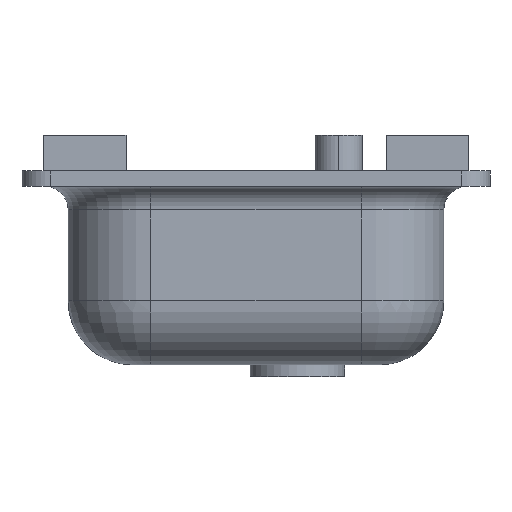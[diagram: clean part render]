
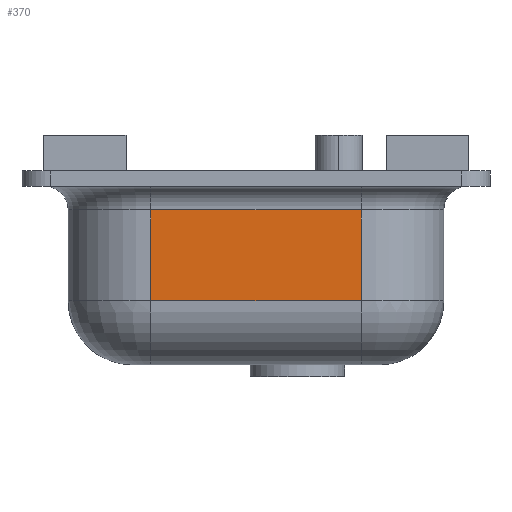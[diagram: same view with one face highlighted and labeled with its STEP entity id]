
A CAD part, left-side view. The second image highlights one B-rep face of the part: STEP entity #370.
In plain terms, the highlighted planar face has unit normal (-1, 0, 0).
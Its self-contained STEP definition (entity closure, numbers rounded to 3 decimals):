
#100 = CARTESIAN_POINT ( 'NONE',  ( 0.205, -0.555, -0.95 ) ) ;
#370 = ADVANCED_FACE ( 'NONE', ( #13079 ), #2528, .F. ) ;
#650 = EDGE_CURVE ( 'NONE', #7039, #8447, #4801, .T. ) ;
#1121 = EDGE_CURVE ( 'NONE', #13285, #8447, #8873, .T. ) ;
#1455 = ORIENTED_EDGE ( 'NONE', *, *, #1121, .T. ) ;
#1626 = ORIENTED_EDGE ( 'NONE', *, *, #1641, .T. ) ;
#1641 = EDGE_CURVE ( 'NONE', #7039, #9457, #2536, .T. ) ;
#1672 = VECTOR ( 'NONE', #9106, 1000. ) ;
#1952 = CARTESIAN_POINT ( 'NONE',  ( 0.205, -1.445, -0.295 ) ) ;
#2370 = CARTESIAN_POINT ( 'NONE',  ( 0.205, -0.555, -0.68 ) ) ;
#2528 = PLANE ( 'NONE',  #11619 ) ;
#2536 = LINE ( 'NONE', #2370, #7221 ) ;
#3062 = CARTESIAN_POINT ( 'NONE',  ( 0.205, -0.555, -0.295 ) ) ;
#4176 = ORIENTED_EDGE ( 'NONE', *, *, #650, .F. ) ;
#4455 = ORIENTED_EDGE ( 'NONE', *, *, #13623, .T. ) ;
#4786 = DIRECTION ( 'NONE',  ( 0., -1., 0. ) ) ;
#4801 = LINE ( 'NONE', #100, #9638 ) ;
#4968 = CARTESIAN_POINT ( 'NONE',  ( 0.205, -1.445, -0.95 ) ) ;
#4974 = CARTESIAN_POINT ( 'NONE',  ( 0.205, -1.445, -0.68 ) ) ;
#6746 = CARTESIAN_POINT ( 'NONE',  ( 0.205, -0.555, -0.295 ) ) ;
#7039 = VERTEX_POINT ( 'NONE', #14270 ) ;
#7221 = VECTOR ( 'NONE', #4786, 1000. ) ;
#8166 = EDGE_LOOP ( 'NONE', ( #4176, #1626, #4455, #1455 ) ) ;
#8447 = VERTEX_POINT ( 'NONE', #6746 ) ;
#8873 = LINE ( 'NONE', #3062, #1672 ) ;
#9106 = DIRECTION ( 'NONE',  ( 0., 1., 0. ) ) ;
#9457 = VERTEX_POINT ( 'NONE', #4974 ) ;
#9638 = VECTOR ( 'NONE', #12879, 1000. ) ;
#10973 = DIRECTION ( 'NONE',  ( 1., 0., 0. ) ) ;
#11502 = LINE ( 'NONE', #4968, #14083 ) ;
#11619 = AXIS2_PLACEMENT_3D ( 'NONE', #11939, #10973, #13225 ) ;
#11939 = CARTESIAN_POINT ( 'NONE',  ( 0.205, -0.555, -0.95 ) ) ;
#12879 = DIRECTION ( 'NONE',  ( 0., 0., 1. ) ) ;
#13038 = DIRECTION ( 'NONE',  ( 0., 0., 1. ) ) ;
#13079 = FACE_OUTER_BOUND ( 'NONE', #8166, .T. ) ;
#13225 = DIRECTION ( 'NONE',  ( 0., 0., -1. ) ) ;
#13285 = VERTEX_POINT ( 'NONE', #1952 ) ;
#13623 = EDGE_CURVE ( 'NONE', #9457, #13285, #11502, .T. ) ;
#14083 = VECTOR ( 'NONE', #13038, 1000. ) ;
#14270 = CARTESIAN_POINT ( 'NONE',  ( 0.205, -0.555, -0.68 ) ) ;
